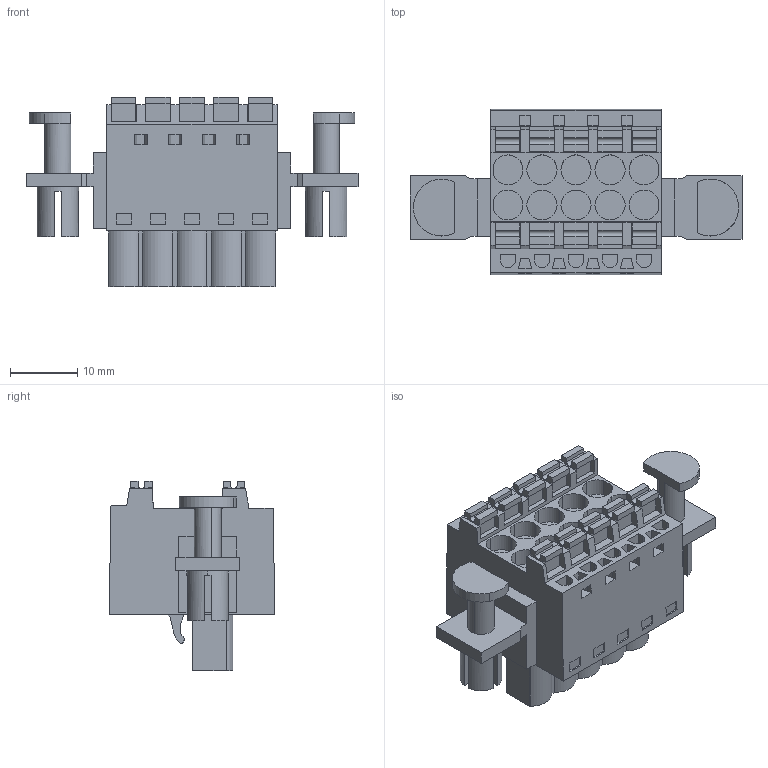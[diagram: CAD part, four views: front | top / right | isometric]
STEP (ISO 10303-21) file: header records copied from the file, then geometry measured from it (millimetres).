
FILE_DESCRIPTION(('CATIA V5 STEP Exchange','CAx-IF Rec.Pracs.--- Model Styling and Organization---1.5--- 2016-08-15','CAx-IF Rec.Pracs.---Supplemental Geometry---1.0---2011-11-01','CAx-IF Rec.Pracs.--- Composite Materials ---1.1---2010-07-15'),'2;1');
FILE_NAME ('2101097-1_0', '2025-07-28T05:52:12+00:00', ('none'), ('Weidmueller'), 'CATIA Version 5-6 Release 2024 SP4', 'CATIA V5 STEP AP214 v3', 'none');
FILE_SCHEMA(('AUTOMOTIVE_DESIGN { 1 0 10303 214 1 1 1 1 }'));
Length unit declared in the file: millimetre
Products named in the file (1): 3109700000
Bounding box: 49.55 x 24.75 x 28.33 mm (x, y, z)
Volume: 12050.1 mm3; surface area: 6709.6 mm2
Topology: 1 solids, 1 shells, 617 faces, 1746 edges, 1188 vertices
Faces by surface type: plane 523, cylinder 86, extrusion 8
Entity records: 18514 total; most frequent: CARTESIAN_POINT 3684, ORIENTED_EDGE 3492, DIRECTION 2240, EDGE_CURVE 1746, VECTOR 1532, LINE 1524, VERTEX_POINT 1188, EDGE_LOOP 690
